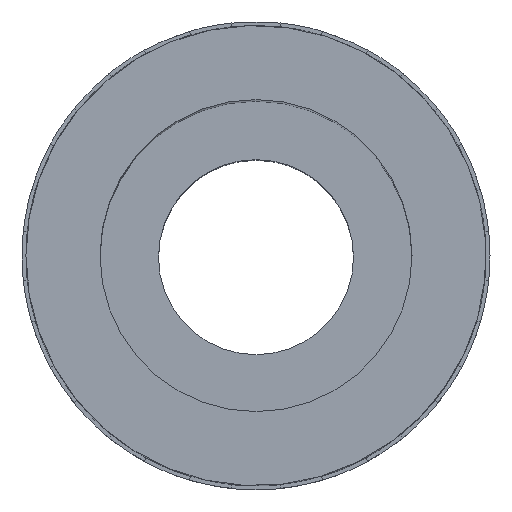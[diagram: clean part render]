
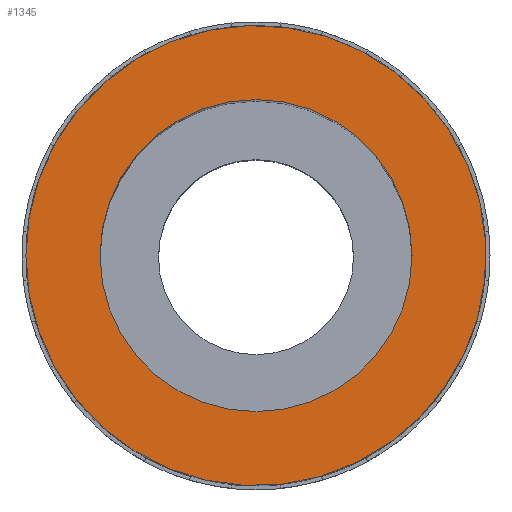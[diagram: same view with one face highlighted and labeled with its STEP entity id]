
A CAD part, top view. The second image highlights one B-rep face of the part: STEP entity #1345.
In plain terms, the highlighted planar face has unit normal (0, 0, 1).
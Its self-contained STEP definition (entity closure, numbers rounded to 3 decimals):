
#45 = VERTEX_POINT ( 'NONE', #374 ) ;
#374 = CARTESIAN_POINT ( 'NONE',  ( 8., 0., 0. ) ) ;
#408 = ORIENTED_EDGE ( 'NONE', *, *, #4322, .F. ) ;
#661 = ORIENTED_EDGE ( 'NONE', *, *, #1697, .F. ) ;
#677 = FACE_OUTER_BOUND ( 'NONE', #785, .T. ) ;
#749 = VERTEX_POINT ( 'NONE', #3886 ) ;
#768 = AXIS2_PLACEMENT_3D ( 'NONE', #1021, #3467, #1387 ) ;
#785 = EDGE_LOOP ( 'NONE', ( #408 ) ) ;
#1021 = CARTESIAN_POINT ( 'NONE',  ( 0., 0., 0. ) ) ;
#1070 = EDGE_LOOP ( 'NONE', ( #661 ) ) ;
#1345 = ADVANCED_FACE ( 'NONE', ( #3460, #677 ), #1584, .F. ) ;
#1387 = DIRECTION ( 'NONE',  ( 1., 0., 0. ) ) ;
#1480 = AXIS2_PLACEMENT_3D ( 'NONE', #1933, #4380, #2278 ) ;
#1584 = PLANE ( 'NONE',  #3279 ) ;
#1697 = EDGE_CURVE ( 'NONE', #45, #45, #4017, .T. ) ;
#1933 = CARTESIAN_POINT ( 'NONE',  ( 0., 0., 0. ) ) ;
#1935 = DIRECTION ( 'NONE',  ( 0., 0., -1. ) ) ;
#2278 = DIRECTION ( 'NONE',  ( -1., 0., 0. ) ) ;
#3279 = AXIS2_PLACEMENT_3D ( 'NONE', #4384, #1935, #4089 ) ;
#3460 = FACE_BOUND ( 'NONE', #1070, .T. ) ;
#3467 = DIRECTION ( 'NONE',  ( 0., 0., 1. ) ) ;
#3886 = CARTESIAN_POINT ( 'NONE',  ( -11.8, 0., 0. ) ) ;
#3937 = CIRCLE ( 'NONE', #1480, 11.8 ) ;
#4017 = CIRCLE ( 'NONE', #768, 8. ) ;
#4089 = DIRECTION ( 'NONE',  ( -1., 0., 0. ) ) ;
#4322 = EDGE_CURVE ( 'NONE', #749, #749, #3937, .T. ) ;
#4380 = DIRECTION ( 'NONE',  ( 0., 0., -1. ) ) ;
#4384 = CARTESIAN_POINT ( 'NONE',  ( 0., 8., 0. ) ) ;
